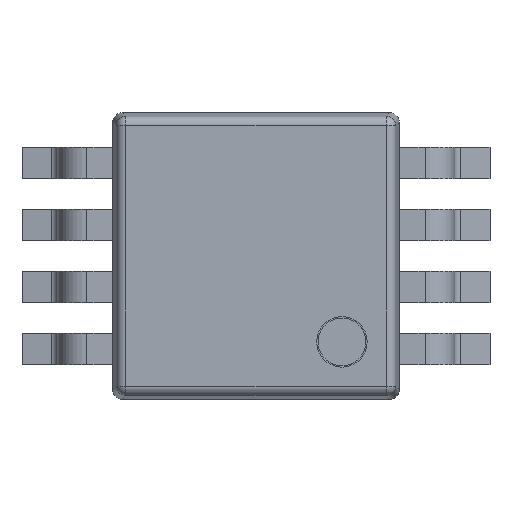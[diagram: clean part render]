
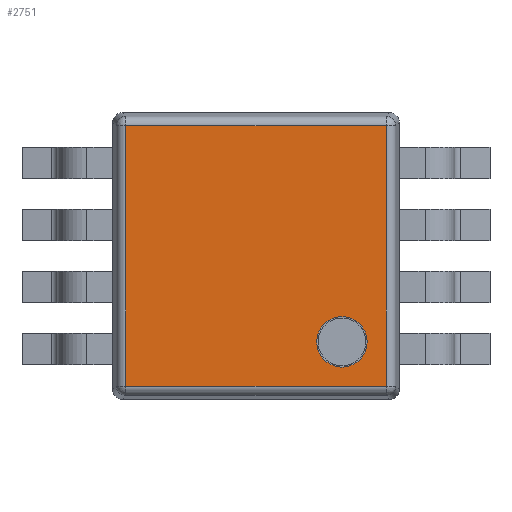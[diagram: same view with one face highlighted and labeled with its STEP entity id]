
A CAD part, top view. The second image highlights one B-rep face of the part: STEP entity #2751.
In plain terms, the highlighted planar face has unit normal (0, 0, 1).
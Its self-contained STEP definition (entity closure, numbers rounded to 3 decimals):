
#205=FACE_BOUND('',#1022,.T.);
#215=LINE('',#4013,#499);
#216=LINE('',#4015,#500);
#217=LINE('',#4017,#501);
#218=LINE('',#4018,#502);
#499=VECTOR('',#3193,10.);
#500=VECTOR('',#3194,10.);
#501=VECTOR('',#3195,10.);
#502=VECTOR('',#3196,10.);
#783=PLANE('',#2917);
#872=FACE_OUTER_BOUND('',#1021,.T.);
#1021=EDGE_LOOP('',(#1947,#1948,#1949,#1950));
#1022=EDGE_LOOP('',(#1951));
#1181=CIRCLE('',#2916,0.264);
#1275=VERTEX_POINT('',#4007);
#1276=VERTEX_POINT('',#4011);
#1277=VERTEX_POINT('',#4012);
#1278=VERTEX_POINT('',#4014);
#1279=VERTEX_POINT('',#4016);
#1542=EDGE_CURVE('',#1275,#1275,#1181,.T.);
#1543=EDGE_CURVE('',#1276,#1277,#215,.T.);
#1544=EDGE_CURVE('',#1278,#1276,#216,.T.);
#1545=EDGE_CURVE('',#1279,#1278,#217,.T.);
#1546=EDGE_CURVE('',#1277,#1279,#218,.T.);
#1947=ORIENTED_EDGE('',*,*,#1543,.F.);
#1948=ORIENTED_EDGE('',*,*,#1544,.F.);
#1949=ORIENTED_EDGE('',*,*,#1545,.F.);
#1950=ORIENTED_EDGE('',*,*,#1546,.F.);
#1951=ORIENTED_EDGE('',*,*,#1542,.F.);
#2751=ADVANCED_FACE('',(#872,#205),#783,.T.);
#2916=AXIS2_PLACEMENT_3D('',#4009,#3189,#3190);
#2917=AXIS2_PLACEMENT_3D('',#4010,#3191,#3192);
#3189=DIRECTION('center_axis',(0.,0.,1.));
#3190=DIRECTION('ref_axis',(1.,0.,0.));
#3191=DIRECTION('center_axis',(0.,0.,1.));
#3192=DIRECTION('ref_axis',(1.,0.,0.));
#3193=DIRECTION('',(0.,1.,0.));
#3194=DIRECTION('',(-1.,0.,0.));
#3195=DIRECTION('',(0.,-1.,0.));
#3196=DIRECTION('',(1.,0.,0.));
#4007=CARTESIAN_POINT('',(0.636,-0.9,1.05));
#4009=CARTESIAN_POINT('Origin',(0.9,-0.9,1.05));
#4010=CARTESIAN_POINT('Origin',(0.,0.,1.05));
#4011=CARTESIAN_POINT('',(-1.363,-1.363,1.05));
#4012=CARTESIAN_POINT('',(-1.363,1.363,1.05));
#4013=CARTESIAN_POINT('',(-1.363,0.375,1.05));
#4014=CARTESIAN_POINT('',(1.363,-1.363,1.05));
#4015=CARTESIAN_POINT('',(-0.375,-1.363,1.05));
#4016=CARTESIAN_POINT('',(1.363,1.363,1.05));
#4017=CARTESIAN_POINT('',(1.363,-0.375,1.05));
#4018=CARTESIAN_POINT('',(0.375,1.363,1.05));
